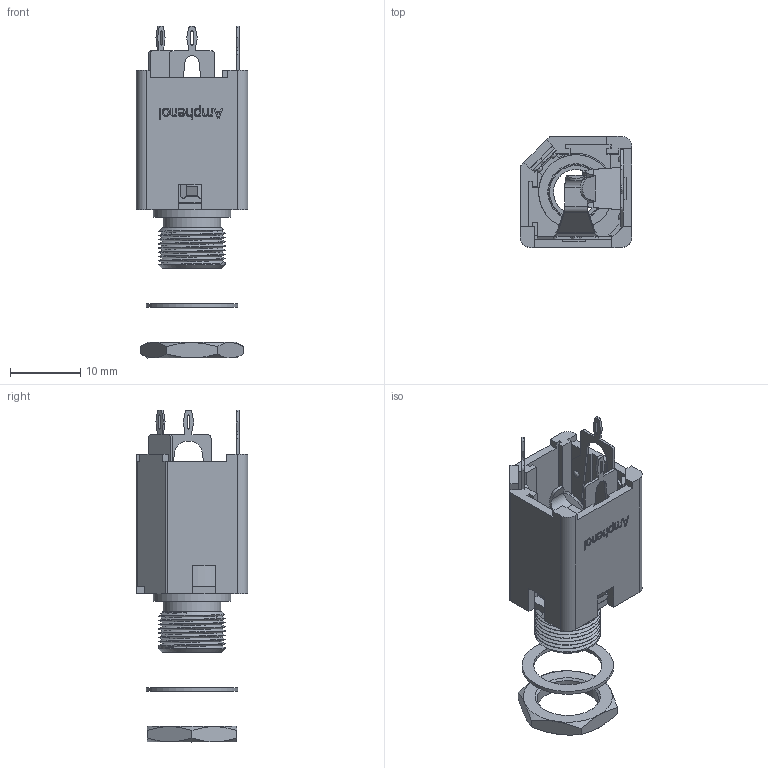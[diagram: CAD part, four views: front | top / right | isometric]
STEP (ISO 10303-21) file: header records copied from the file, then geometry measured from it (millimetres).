
FILE_DESCRIPTION((''),'2;1');
FILE_NAME('ACJS-MIV-3.stp','2015-01-27T15:09:53',('minh'),(''),'Autodesk Inventor 2012','Autodesk Inventor 2012','');
FILE_SCHEMA(('AUTOMOTIVE_DESIGN { 1 0 10303 214 1 1 1 1 }'));
Length unit declared in the file: inch
Products named in the file (1): ACJS-MIV-3_Shrinkwrap_1
Bounding box: 15.8 x 15.8 x 47.1 mm (x, y, z)
Surface area: 5015.2 mm2 (no closed solid volume)
Topology: 0 solids, 27 shells, 268 faces, 1113 edges, 847 vertices
Faces by surface type: plane 196, cylinder 50, bspline 13, cone 7, sphere 2
Full cylindrical faces by diameter (mm): 1.6 x1, 6.4 x1, 8.2 x1, 8.661 x1, 9.7 x1, 10.6 x1, 11 x1, 13 x1
Entity records: 14638 total; most frequent: CARTESIAN_POINT 5474, ORIENTED_EDGE 1738, DIRECTION 1585, EDGE_CURVE 1088, VERTEX_POINT 841, VECTOR 763, LINE 763, AXIS2_PLACEMENT_3D 411
